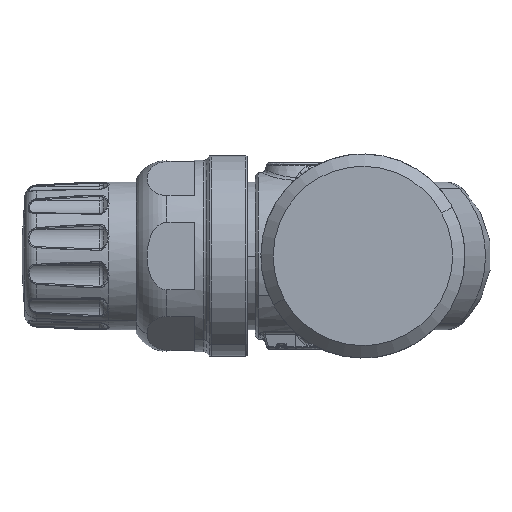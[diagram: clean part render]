
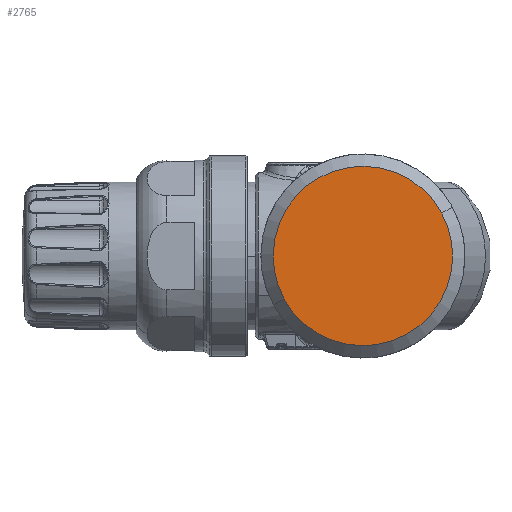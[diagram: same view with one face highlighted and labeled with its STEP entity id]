
A CAD part, left-side view. The second image highlights one B-rep face of the part: STEP entity #2765.
In plain terms, the highlighted planar face has unit normal (-1, 0, 0).
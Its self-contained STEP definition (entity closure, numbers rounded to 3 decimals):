
#2742=CARTESIAN_POINT('Axis2P3D Location',(-26.,14.55,0.)) ;
#2747=CARTESIAN_POINT('Axis2P3D Location',(-26.,0.,0.)) ;
#2751=CARTESIAN_POINT('Vertex',(-26.,-12.769,6.976)) ;
#2753=CARTESIAN_POINT('Vertex',(-26.,12.769,-6.976)) ;
#2756=CARTESIAN_POINT('Axis2P3D Location',(-26.,0.,0.)) ;
#2743=DIRECTION('Axis2P3D Direction',(-1.,0.,0.)) ;
#2744=DIRECTION('Axis2P3D XDirection',(0.,1.,0.)) ;
#2748=DIRECTION('Axis2P3D Direction',(-1.,0.,0.)) ;
#2757=DIRECTION('Axis2P3D Direction',(-1.,0.,0.)) ;
#2745=AXIS2_PLACEMENT_3D('Plane Axis2P3D',#2742,#2743,#2744) ;
#2749=AXIS2_PLACEMENT_3D('Circle Axis2P3D',#2747,#2748,$) ;
#2758=AXIS2_PLACEMENT_3D('Circle Axis2P3D',#2756,#2757,$) ;
#2750=CIRCLE('generated circle',#2749,14.55) ;
#2759=CIRCLE('generated circle',#2758,14.55) ;
#2746=PLANE('',#2745) ;
#2755=EDGE_CURVE('',#2752,#2754,#2750,.T.) ;
#2760=EDGE_CURVE('',#2754,#2752,#2759,.T.) ;
#2762=ORIENTED_EDGE('',*,*,#2755,.T.) ;
#2763=ORIENTED_EDGE('',*,*,#2760,.T.) ;
#2761=EDGE_LOOP('',(#2762,#2763)) ;
#2752=VERTEX_POINT('',#2751) ;
#2754=VERTEX_POINT('',#2753) ;
#2765=ADVANCED_FACE('PartBody',(#2764),#2746,.T.) ;
#2764=FACE_OUTER_BOUND('',#2761,.T.) ;
